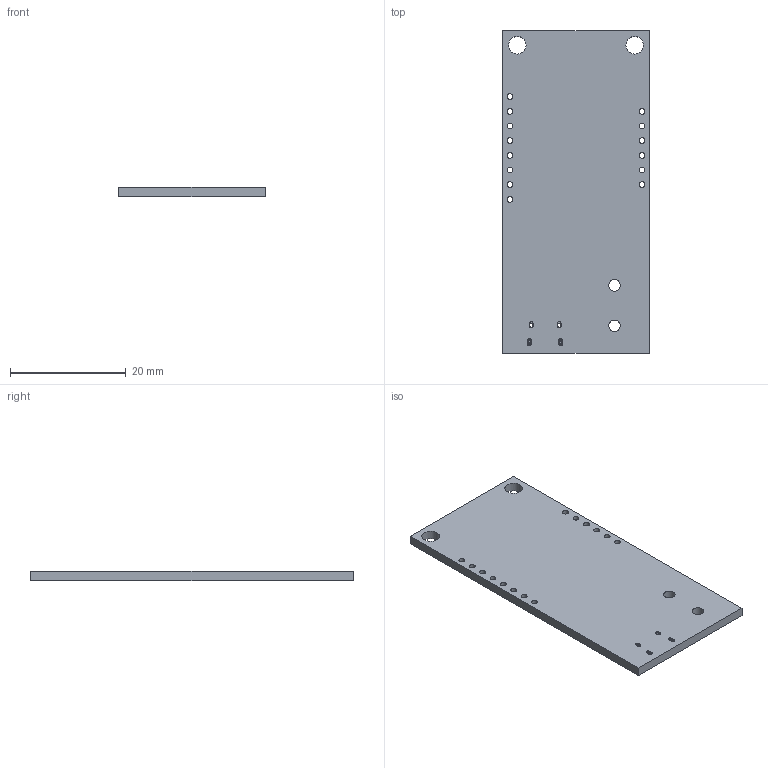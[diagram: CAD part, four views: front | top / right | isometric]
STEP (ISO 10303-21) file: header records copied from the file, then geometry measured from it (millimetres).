
FILE_DESCRIPTION(('KiCad electronic assembly'),'2;1');
FILE_NAME('kicadBoard.step','2022-11-07T04:48:52',('Pcbnew'),('Kicad'), 'Open CASCADE STEP processor 7.6','KiCad to STEP converter','Unknown' );
FILE_SCHEMA(('AUTOMOTIVE_DESIGN { 1 0 10303 214 1 1 1 1 }'));
Length unit declared in the file: millimetre
Products named in the file (2): kicadBoard 1; _autosave-kicadBoard PCB
Assembly tree (1 placements, depth 2):
  kicadBoard 1
    _autosave-kicadBoard PCB
Bounding box: 25.4 x 55.88 x 1.6 mm (x, y, z)
Volume: 2218.4 mm3; surface area: 3178.8 mm2
Topology: 7 solids, 7 shells, 130 faces, 308 edges, 196 vertices
Faces by surface type: plane 70, cylinder 60
Full cylindrical faces by diameter (mm): 1.016 x14, 2 x2, 3.048 x2
Entity records: 8003 total; most frequent: DIRECTION 1360, CARTESIAN_POINT 1316, ORIENTED_EDGE 616, PCURVE 616, DEFINITIONAL_REPRESENTATION 616, CIRCLE 580, AXIS2_PLACEMENT_3D 368, AXIS2_PLACEMENT_2D 344
